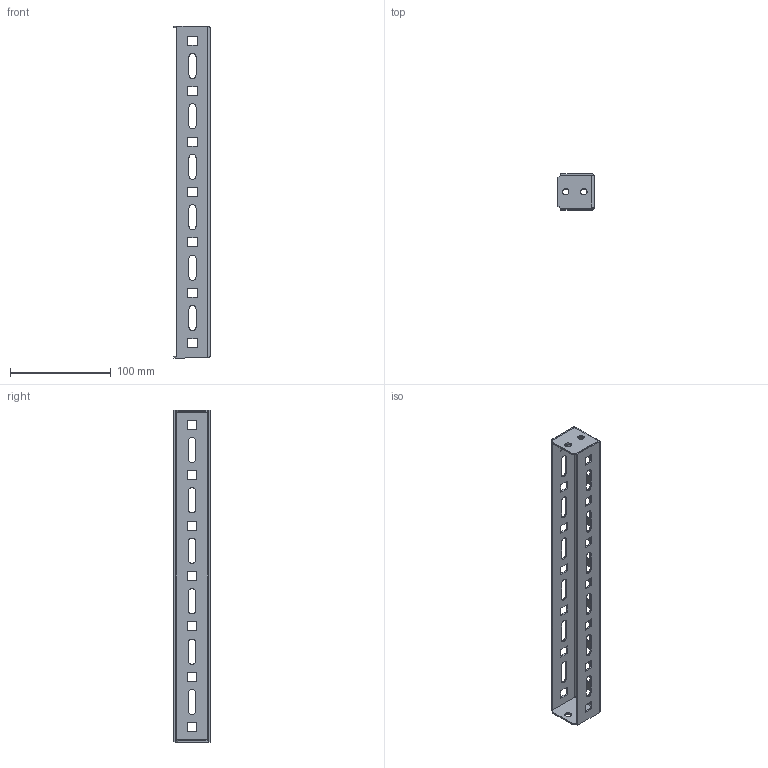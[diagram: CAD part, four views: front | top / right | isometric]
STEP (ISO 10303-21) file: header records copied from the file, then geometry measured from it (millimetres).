
FILE_DESCRIPTION (( 'STEP AP214' ), '1' );
FILE_NAME ('Ðåéêà ïîïåðå÷íàÿ 400.STEP', '2018-01-14T10:45:52', ( 'Îëåã' ), ( '' ), 'SwSTEP 2.0', 'SolidWorks 2017', '' );
FILE_SCHEMA (( 'AUTOMOTIVE_DESIGN' ));
Length unit declared in the file: millimetre
Products named in the file (1): Ðåéêà ïîïåðå÷íàÿ 400
Bounding box: 36 x 36 x 329 mm (x, y, z)
Volume: 44179.7 mm3; surface area: 63227.9 mm2
Topology: 1 solids, 1 shells, 202 faces, 570 edges, 370 vertices
Faces by surface type: plane 146, cylinder 48, bspline 8
Full cylindrical faces by diameter (mm): 6.5 x4
Entity records: 6926 total; most frequent: CARTESIAN_POINT 1539, ORIENTED_EDGE 1128, DIRECTION 1006, EDGE_CURVE 564, VECTOR 456, LINE 456, VERTEX_POINT 368, EDGE_LOOP 292
